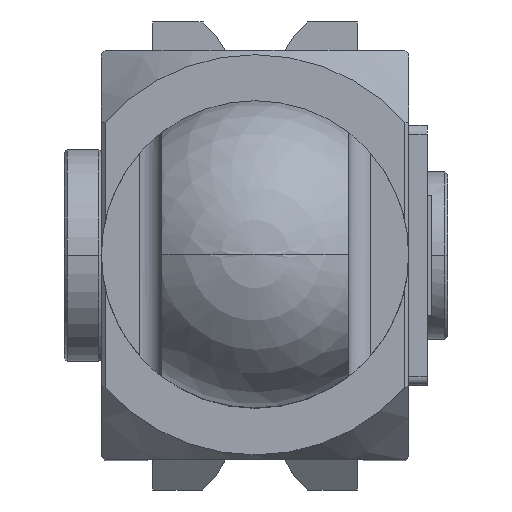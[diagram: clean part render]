
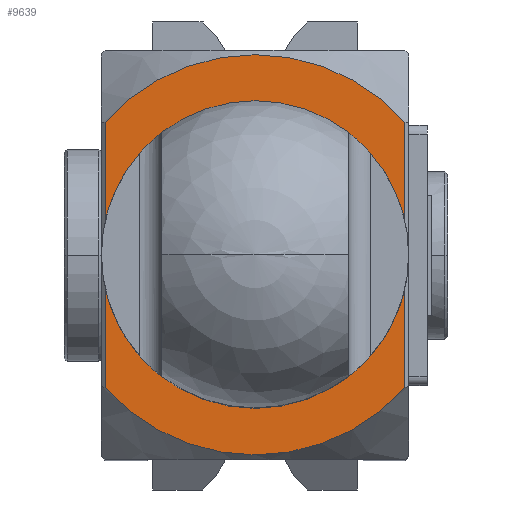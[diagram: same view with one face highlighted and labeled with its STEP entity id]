
A CAD part, top view. The second image highlights one B-rep face of the part: STEP entity #9639.
In plain terms, the highlighted planar face has unit normal (0, 0, 1).
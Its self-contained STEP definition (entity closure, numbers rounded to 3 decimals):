
#1786=CARTESIAN_POINT('',(0.,0.,0.));
#1787=DIRECTION('',(0.,0.,1.));
#1788=DIRECTION('',(0.749,0.663,0.));
#1789=AXIS2_PLACEMENT_3D('',#1786,#1787,#1788);
#1855=CARTESIAN_POINT('',(0.,0.,0.));
#1856=DIRECTION('',(0.,0.,1.));
#1857=DIRECTION('',(-0.749,-0.663,0.));
#1858=AXIS2_PLACEMENT_3D('',#1855,#1856,#1857);
#1860=DIRECTION('',(0.,1.,0.));
#1861=VECTOR('',#1860,142.492);
#1862=CARTESIAN_POINT('',(80.5,-71.246,0.));
#1863=LINE('',#1862,#1861);
#1864=DIRECTION('',(0.,-1.,0.));
#1865=VECTOR('',#1864,142.492);
#1866=CARTESIAN_POINT('',(-80.5,71.246,0.));
#1867=LINE('',#1866,#1865);
#1868=CARTESIAN_POINT('',(0.,0.,0.));
#1869=DIRECTION('',(0.,0.,-1.));
#1870=DIRECTION('',(-1.,0.,0.));
#1871=AXIS2_PLACEMENT_3D('',#1868,#1869,#1870);
#1873=CARTESIAN_POINT('',(0.,0.,0.));
#1874=DIRECTION('',(0.,0.,-1.));
#1875=DIRECTION('',(1.,0.,0.));
#1876=AXIS2_PLACEMENT_3D('',#1873,#1874,#1875);
#1878=CARTESIAN_POINT('',(80.5,71.246,0.));
#1886=CARTESIAN_POINT('',(80.5,-71.246,0.));
#1888=CARTESIAN_POINT('',(-80.5,-71.246,0.));
#1896=CARTESIAN_POINT('',(-80.5,71.246,0.));
#5783=VERTEX_POINT('',#1878);
#5784=VERTEX_POINT('',#1886);
#5785=VERTEX_POINT('',#1888);
#5786=VERTEX_POINT('',#1896);
#5877=CARTESIAN_POINT('',(-76.5,0.,0.));
#5878=CARTESIAN_POINT('',(76.5,0.,0.));
#5879=VERTEX_POINT('',#5877);
#5880=VERTEX_POINT('',#5878);
#9620=CARTESIAN_POINT('',(0.,0.,0.));
#9621=DIRECTION('',(0.,0.,1.));
#9622=DIRECTION('',(1.,0.,0.));
#9623=AXIS2_PLACEMENT_3D('',#9620,#9621,#9622);
#9624=PLANE('',#9623);
#9625=ORIENTED_EDGE('',*,*,#9581,.F.);
#9627=ORIENTED_EDGE('',*,*,#9626,.F.);
#9628=ORIENTED_EDGE('',*,*,#9610,.F.);
#9630=ORIENTED_EDGE('',*,*,#9629,.F.);
#9631=EDGE_LOOP('',(#9625,#9627,#9628,#9630));
#9632=FACE_OUTER_BOUND('',#9631,.F.);
#9634=ORIENTED_EDGE('',*,*,#9633,.F.);
#9636=ORIENTED_EDGE('',*,*,#9635,.F.);
#9637=EDGE_LOOP('',(#9634,#9636));
#9638=FACE_BOUND('',#9637,.F.);
#9639=ADVANCED_FACE('',(#9632,#9638),#9624,.T.);
#1790=CIRCLE('',#1789,107.5);
#1859=CIRCLE('',#1858,107.5);
#1872=CIRCLE('',#1871,76.5);
#1877=CIRCLE('',#1876,76.5);
#9581=EDGE_CURVE('',#5783,#5786,#1790,.T.);
#9610=EDGE_CURVE('',#5785,#5784,#1859,.T.);
#9626=EDGE_CURVE('',#5784,#5783,#1863,.T.);
#9629=EDGE_CURVE('',#5786,#5785,#1867,.T.);
#9633=EDGE_CURVE('',#5879,#5880,#1872,.T.);
#9635=EDGE_CURVE('',#5880,#5879,#1877,.T.);
